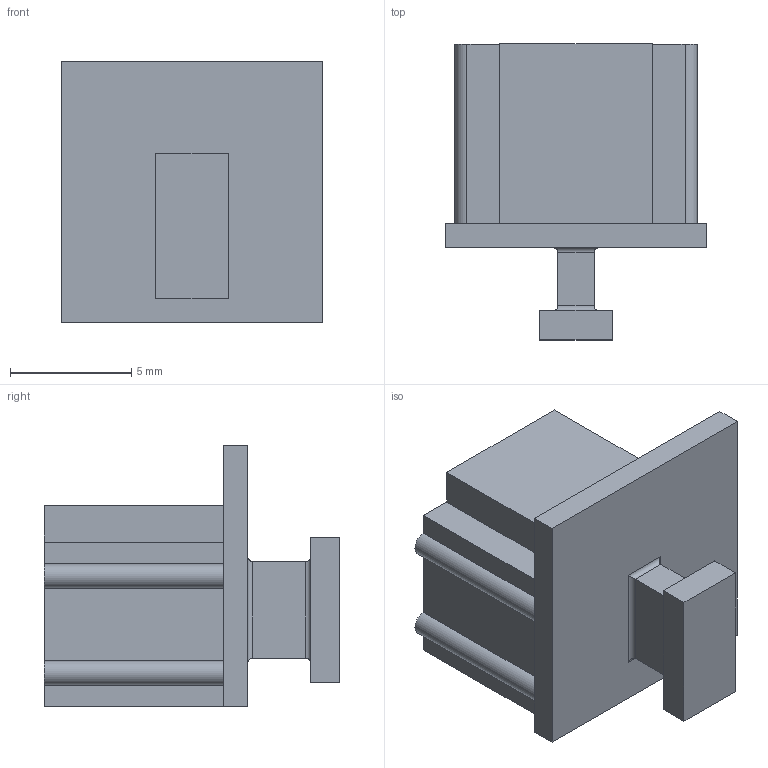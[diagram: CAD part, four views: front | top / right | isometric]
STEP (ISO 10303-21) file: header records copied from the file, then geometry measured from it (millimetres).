
FILE_DESCRIPTION(/* description */ ('Unknown'),/* implementation_level */ '2;1');
FILE_NAME(/* name */ '726151002',/* time_stamp */ '2016-03-02T10:21:49+01:00',/* author */ ('Unknown'),/* organization */ ('Unknown'),/* preprocessor_version */ 'ST-DEVELOPER v16.7',/* originating_system */ 'DEX',/* authorisation */ $);
FILE_SCHEMA (('AUTOMOTIVE_DESIGN {1 0 10303 214 3 1 1}'));
Length unit declared in the file: millimetre
Products named in the file (1): 726151002
Bounding box: 10.8 x 12.2 x 10.8 mm (x, y, z)
Volume: 386.4 mm3; surface area: 770.8 mm2
Topology: 1 solids, 1 shells, 50 faces, 130 edges, 84 vertices
Faces by surface type: plane 38, cylinder 12
Entity records: 1536 total; most frequent: CARTESIAN_POINT 265, ORIENTED_EDGE 260, DIRECTION 248, EDGE_CURVE 130, LINE 114, VECTOR 114, VERTEX_POINT 84, AXIS2_PLACEMENT_3D 67
